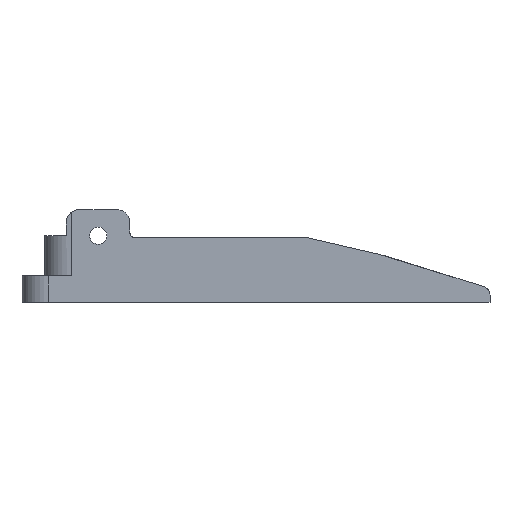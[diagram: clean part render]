
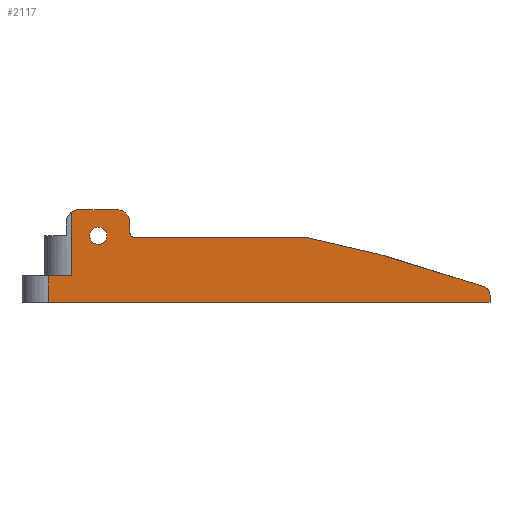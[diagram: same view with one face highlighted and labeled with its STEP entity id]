
A CAD part, left-side view. The second image highlights one B-rep face of the part: STEP entity #2117.
In plain terms, the highlighted planar face has unit normal (-1, 0, 0).
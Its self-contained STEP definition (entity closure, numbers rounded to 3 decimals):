
#46=B_SPLINE_CURVE_WITH_KNOTS('',3,(#3232,#3233,#3234,#3235,#3236,#3237,
#3238),.UNSPECIFIED.,.F.,.F.,(4,3,4),(-0.246,-0.14,
0.),.UNSPECIFIED.);
#47=B_SPLINE_CURVE_WITH_KNOTS('',3,(#3240,#3241,#3242,#3243,#3244,#3245,
#3246,#3247,#3248,#3249,#3250,#3251,#3252,#3253,#3254,#3255,#3256,#3257,
#3258),.UNSPECIFIED.,.F.,.F.,(4,3,3,3,3,3,4),(-2.443,-2.015,
-1.555,-1.027,-0.517,-0.091,
-0.007),.UNSPECIFIED.);
#48=B_SPLINE_CURVE_WITH_KNOTS('',3,(#3259,#3260,#3261,#3262,#3263,#3264,
#3265),.UNSPECIFIED.,.F.,.F.,(4,3,4),(-4.14,-2.796,
-2.443),.UNSPECIFIED.);
#123=FACE_BOUND('',#352,.T.);
#156=CIRCLE('',#2236,1.);
#157=CIRCLE('',#2239,3.);
#162=CIRCLE('',#2248,3.);
#167=CIRCLE('',#2258,1.95);
#242=FACE_OUTER_BOUND('',#351,.T.);
#351=EDGE_LOOP('',(#1523,#1524,#1525,#1526,#1527,#1528,#1529,#1530,#1531,
#1532,#1533,#1534,#1535,#1536));
#352=EDGE_LOOP('',(#1537));
#499=LINE('',#3031,#695);
#504=LINE('',#3059,#700);
#524=LINE('',#3165,#720);
#525=LINE('',#3168,#721);
#535=LINE('',#3224,#731);
#536=LINE('',#3226,#732);
#537=LINE('',#3228,#733);
#538=LINE('',#3230,#734);
#695=VECTOR('',#2468,10.);
#700=VECTOR('',#2485,10.);
#720=VECTOR('',#2523,10.);
#721=VECTOR('',#2526,10.);
#731=VECTOR('',#2544,10.);
#732=VECTOR('',#2545,10.);
#733=VECTOR('',#2546,10.);
#734=VECTOR('',#2547,10.);
#888=VERTEX_POINT('',#3021);
#889=VERTEX_POINT('',#3023);
#891=VERTEX_POINT('',#3029);
#892=VERTEX_POINT('',#3033);
#893=VERTEX_POINT('',#3034);
#900=VERTEX_POINT('',#3057);
#915=VERTEX_POINT('',#3139);
#926=VERTEX_POINT('',#3167);
#941=VERTEX_POINT('',#3223);
#942=VERTEX_POINT('',#3225);
#943=VERTEX_POINT('',#3227);
#944=VERTEX_POINT('',#3229);
#945=VERTEX_POINT('',#3231);
#946=VERTEX_POINT('',#3239);
#947=VERTEX_POINT('',#3266);
#1113=EDGE_CURVE('',#888,#889,#156,.T.);
#1117=EDGE_CURVE('',#888,#891,#499,.T.);
#1118=EDGE_CURVE('',#892,#893,#157,.T.);
#1127=EDGE_CURVE('',#900,#892,#504,.T.);
#1145=EDGE_CURVE('',#915,#891,#162,.T.);
#1158=EDGE_CURVE('',#915,#893,#524,.T.);
#1159=EDGE_CURVE('',#889,#926,#525,.T.);
#1175=EDGE_CURVE('',#900,#941,#535,.T.);
#1176=EDGE_CURVE('',#942,#941,#536,.T.);
#1177=EDGE_CURVE('',#943,#942,#537,.T.);
#1178=EDGE_CURVE('',#944,#943,#538,.T.);
#1179=EDGE_CURVE('',#945,#944,#46,.T.);
#1180=EDGE_CURVE('',#946,#945,#47,.T.);
#1181=EDGE_CURVE('',#926,#946,#48,.T.);
#1182=EDGE_CURVE('',#947,#947,#167,.T.);
#1523=ORIENTED_EDGE('',*,*,#1118,.F.);
#1524=ORIENTED_EDGE('',*,*,#1127,.F.);
#1525=ORIENTED_EDGE('',*,*,#1175,.T.);
#1526=ORIENTED_EDGE('',*,*,#1176,.F.);
#1527=ORIENTED_EDGE('',*,*,#1177,.F.);
#1528=ORIENTED_EDGE('',*,*,#1178,.F.);
#1529=ORIENTED_EDGE('',*,*,#1179,.F.);
#1530=ORIENTED_EDGE('',*,*,#1180,.F.);
#1531=ORIENTED_EDGE('',*,*,#1181,.F.);
#1532=ORIENTED_EDGE('',*,*,#1159,.F.);
#1533=ORIENTED_EDGE('',*,*,#1113,.F.);
#1534=ORIENTED_EDGE('',*,*,#1117,.T.);
#1535=ORIENTED_EDGE('',*,*,#1145,.F.);
#1536=ORIENTED_EDGE('',*,*,#1158,.T.);
#1537=ORIENTED_EDGE('',*,*,#1182,.F.);
#2051=PLANE('',#2257);
#2117=ADVANCED_FACE('',(#242,#123),#2051,.T.);
#2236=AXIS2_PLACEMENT_3D('',#3024,#2461,#2462);
#2239=AXIS2_PLACEMENT_3D('',#3035,#2471,#2472);
#2248=AXIS2_PLACEMENT_3D('',#3140,#2503,#2504);
#2257=AXIS2_PLACEMENT_3D('',#3222,#2542,#2543);
#2258=AXIS2_PLACEMENT_3D('',#3267,#2548,#2549);
#2461=DIRECTION('center_axis',(-1.,0.,0.));
#2462=DIRECTION('ref_axis',(0.,0.707,-0.707));
#2468=DIRECTION('',(0.,0.,1.));
#2471=DIRECTION('center_axis',(1.,0.,0.));
#2472=DIRECTION('ref_axis',(0.,0.707,0.707));
#2485=DIRECTION('',(0.,0.,1.));
#2503=DIRECTION('center_axis',(1.,0.,0.));
#2504=DIRECTION('ref_axis',(0.,-0.707,0.707));
#2523=DIRECTION('',(0.,1.,0.));
#2526=DIRECTION('',(0.,-1.,0.));
#2542=DIRECTION('center_axis',(-1.,0.,0.));
#2543=DIRECTION('ref_axis',(0.,-1.,0.));
#2544=DIRECTION('',(0.,1.,0.));
#2545=DIRECTION('',(0.,0.,1.));
#2546=DIRECTION('',(0.,1.,0.));
#2547=DIRECTION('',(0.,0.,-1.));
#2548=DIRECTION('center_axis',(-1.,0.,0.));
#2549=DIRECTION('ref_axis',(0.,1.,0.));
#3021=CARTESIAN_POINT('',(-29.,38.89,15.6));
#3023=CARTESIAN_POINT('',(-29.,37.89,14.6));
#3024=CARTESIAN_POINT('Origin',(-29.,37.89,15.6));
#3029=CARTESIAN_POINT('',(-29.,38.89,17.881));
#3031=CARTESIAN_POINT('',(-29.,38.89,9.081));
#3033=CARTESIAN_POINT('',(-29.,52.,20.274));
#3034=CARTESIAN_POINT('',(-29.,50.19,20.881));
#3035=CARTESIAN_POINT('Origin',(-29.,50.19,17.881));
#3057=CARTESIAN_POINT('',(-29.,52.,6.));
#3059=CARTESIAN_POINT('',(-29.,52.,0.));
#3139=CARTESIAN_POINT('',(-29.,41.89,20.881));
#3140=CARTESIAN_POINT('Origin',(-29.,41.89,17.881));
#3165=CARTESIAN_POINT('',(-29.,51.595,20.881));
#3167=CARTESIAN_POINT('',(-29.,-0.781,14.6));
#3168=CARTESIAN_POINT('',(-29.,36.478,14.6));
#3222=CARTESIAN_POINT('Origin',(-29.,50.,0.));
#3223=CARTESIAN_POINT('',(-29.,57.14,6.));
#3224=CARTESIAN_POINT('',(-29.,53.149,6.));
#3225=CARTESIAN_POINT('',(-29.,57.14,0.));
#3226=CARTESIAN_POINT('',(-29.,57.14,0.));
#3227=CARTESIAN_POINT('',(-29.,-42.,0.));
#3228=CARTESIAN_POINT('',(-29.,25.,0.));
#3229=CARTESIAN_POINT('',(-29.,-42.,1.673));
#3230=CARTESIAN_POINT('',(-29.,-42.,0.));
#3231=CARTESIAN_POINT('',(-29.,-40.676,3.556));
#3232=CARTESIAN_POINT('Ctrl Pts',(-29.,-40.676,3.556));
#3233=CARTESIAN_POINT('Ctrl Pts',(-29.,-41.006,3.437));
#3234=CARTESIAN_POINT('Ctrl Pts',(-29.,-41.304,3.23));
#3235=CARTESIAN_POINT('Ctrl Pts',(-29.,-41.529,2.962));
#3236=CARTESIAN_POINT('Ctrl Pts',(-29.,-41.829,2.605));
#3237=CARTESIAN_POINT('Ctrl Pts',(-29.,-42.,2.14));
#3238=CARTESIAN_POINT('Ctrl Pts',(-29.,-42.,1.673));
#3239=CARTESIAN_POINT('',(-29.,-17.219,10.79));
#3240=CARTESIAN_POINT('Ctrl Pts',(-29.,-17.219,10.79));
#3241=CARTESIAN_POINT('Ctrl Pts',(-29.,-18.609,10.427));
#3242=CARTESIAN_POINT('Ctrl Pts',(-29.,-19.996,10.053));
#3243=CARTESIAN_POINT('Ctrl Pts',(-29.,-21.381,9.669));
#3244=CARTESIAN_POINT('Ctrl Pts',(-29.,-22.869,9.257));
#3245=CARTESIAN_POINT('Ctrl Pts',(-29.,-24.354,8.832));
#3246=CARTESIAN_POINT('Ctrl Pts',(-29.,-25.836,8.395));
#3247=CARTESIAN_POINT('Ctrl Pts',(-29.,-27.535,7.894));
#3248=CARTESIAN_POINT('Ctrl Pts',(-29.,-29.23,7.377));
#3249=CARTESIAN_POINT('Ctrl Pts',(-29.,-30.921,6.844));
#3250=CARTESIAN_POINT('Ctrl Pts',(-29.,-32.555,6.328));
#3251=CARTESIAN_POINT('Ctrl Pts',(-29.,-34.185,5.796));
#3252=CARTESIAN_POINT('Ctrl Pts',(-29.,-35.811,5.248));
#3253=CARTESIAN_POINT('Ctrl Pts',(-29.,-37.171,4.79));
#3254=CARTESIAN_POINT('Ctrl Pts',(-29.,-38.528,4.32));
#3255=CARTESIAN_POINT('Ctrl Pts',(-29.,-39.882,3.839));
#3256=CARTESIAN_POINT('Ctrl Pts',(-29.,-40.147,3.745));
#3257=CARTESIAN_POINT('Ctrl Pts',(-29.,-40.411,3.651));
#3258=CARTESIAN_POINT('Ctrl Pts',(-29.,-40.676,3.556));
#3259=CARTESIAN_POINT('Ctrl Pts',(-29.,-0.781,14.6));
#3260=CARTESIAN_POINT('Ctrl Pts',(-29.,-5.1,13.725));
#3261=CARTESIAN_POINT('Ctrl Pts',(-29.,-9.443,12.747));
#3262=CARTESIAN_POINT('Ctrl Pts',(-29.,-13.796,11.663));
#3263=CARTESIAN_POINT('Ctrl Pts',(-29.,-14.937,11.379));
#3264=CARTESIAN_POINT('Ctrl Pts',(-29.,-16.078,11.088));
#3265=CARTESIAN_POINT('Ctrl Pts',(-29.,-17.219,10.79));
#3266=CARTESIAN_POINT('',(-29.,44.05,15.));
#3267=CARTESIAN_POINT('Origin',(-29.,46.,15.));
